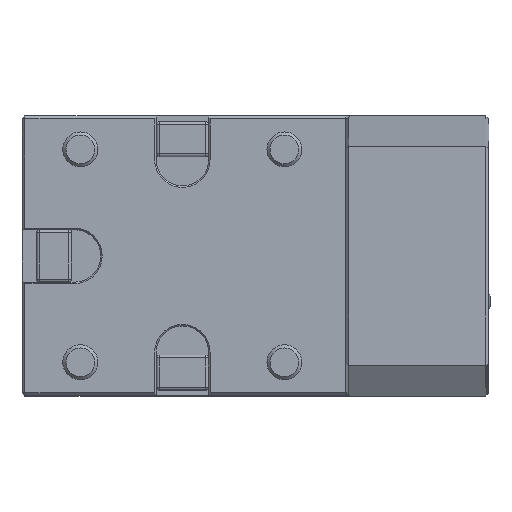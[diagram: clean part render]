
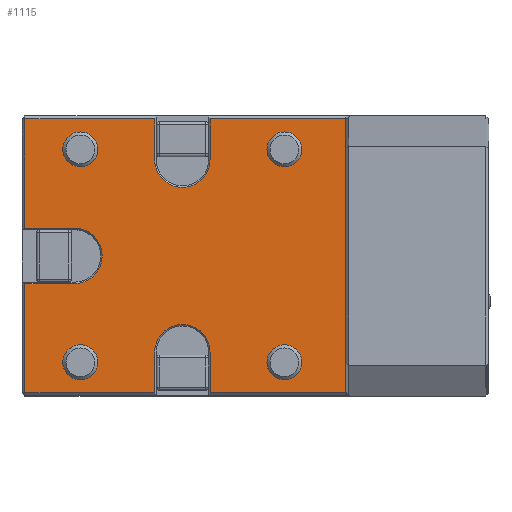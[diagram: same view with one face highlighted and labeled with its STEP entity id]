
A CAD part, top view. The second image highlights one B-rep face of the part: STEP entity #1115.
In plain terms, the highlighted planar face has unit normal (0, 0, 1).
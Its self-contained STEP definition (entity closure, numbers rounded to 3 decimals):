
#267=LINE('',#5982,#659);
#270=LINE('',#5987,#662);
#278=LINE('',#6001,#670);
#285=LINE('',#6016,#677);
#291=LINE('',#6033,#683);
#306=LINE('',#6065,#698);
#308=LINE('',#6068,#700);
#316=LINE('',#6083,#708);
#326=LINE('',#6107,#718);
#329=LINE('',#6113,#721);
#333=LINE('',#6121,#725);
#336=LINE('',#6126,#728);
#357=LINE('',#6168,#749);
#659=VECTOR('',#4593,1.);
#662=VECTOR('',#4598,1.);
#670=VECTOR('',#4610,1.);
#677=VECTOR('',#4627,1.);
#683=VECTOR('',#4643,1.);
#698=VECTOR('',#4668,1.);
#700=VECTOR('',#4672,1.);
#708=VECTOR('',#4684,1.);
#718=VECTOR('',#4704,1.);
#721=VECTOR('',#4709,1.);
#725=VECTOR('',#4715,1.);
#728=VECTOR('',#4720,1.);
#749=VECTOR('',#4755,1.);
#933=FACE_BOUND('',#1683,.T.);
#934=FACE_BOUND('',#1684,.T.);
#935=FACE_BOUND('',#1685,.T.);
#936=FACE_BOUND('',#1686,.T.);
#937=FACE_BOUND('',#1687,.T.);
#1115=ADVANCED_FACE('',(#933,#934,#935,#936,#937),#1304,.T.);
#1304=PLANE('',#3999);
#1683=EDGE_LOOP('',(#2423));
#1684=EDGE_LOOP('',(#2424));
#1685=EDGE_LOOP('',(#2425));
#1686=EDGE_LOOP('',(#2426));
#1687=EDGE_LOOP('',(#2427,#2428,#2429,#2430,#2431,#2432,#2433,#2434,#2435,
#2436,#2437,#2438,#2439,#2440,#2441,#2442));
#2423=ORIENTED_EDGE('',*,*,#3522,.F.);
#2424=ORIENTED_EDGE('',*,*,#3523,.F.);
#2425=ORIENTED_EDGE('',*,*,#3524,.F.);
#2426=ORIENTED_EDGE('',*,*,#3525,.F.);
#2427=ORIENTED_EDGE('',*,*,#3521,.T.);
#2428=ORIENTED_EDGE('',*,*,#3496,.T.);
#2429=ORIENTED_EDGE('',*,*,#3499,.T.);
#2430=ORIENTED_EDGE('',*,*,#3486,.T.);
#2431=ORIENTED_EDGE('',*,*,#3492,.T.);
#2432=ORIENTED_EDGE('',*,*,#3489,.T.);
#2433=ORIENTED_EDGE('',*,*,#3467,.T.);
#2434=ORIENTED_EDGE('',*,*,#3469,.T.);
#2435=ORIENTED_EDGE('',*,*,#3448,.T.);
#2436=ORIENTED_EDGE('',*,*,#3477,.T.);
#2437=ORIENTED_EDGE('',*,*,#3451,.T.);
#2438=ORIENTED_EDGE('',*,*,#3424,.T.);
#2439=ORIENTED_EDGE('',*,*,#3427,.T.);
#2440=ORIENTED_EDGE('',*,*,#3420,.T.);
#2441=ORIENTED_EDGE('',*,*,#3443,.T.);
#2442=ORIENTED_EDGE('',*,*,#3435,.T.);
#2955=VERTEX_POINT('',#5785);
#2964=VERTEX_POINT('',#5820);
#2966=VERTEX_POINT('',#5825);
#3010=VERTEX_POINT('',#5965);
#3012=VERTEX_POINT('',#5972);
#3013=VERTEX_POINT('',#5974);
#3015=VERTEX_POINT('',#5980);
#3022=VERTEX_POINT('',#6002);
#3025=VERTEX_POINT('',#6021);
#3028=VERTEX_POINT('',#6026);
#3031=VERTEX_POINT('',#6034);
#3041=VERTEX_POINT('',#6063);
#3051=VERTEX_POINT('',#6095);
#3054=VERTEX_POINT('',#6100);
#3057=VERTEX_POINT('',#6108);
#3060=VERTEX_POINT('',#6119);
#3077=VERTEX_POINT('',#6171);
#3078=VERTEX_POINT('',#6173);
#3079=VERTEX_POINT('',#6175);
#3080=VERTEX_POINT('',#6177);
#3420=EDGE_CURVE('',#3013,#3012,#3744,.T.);
#3424=EDGE_CURVE('',#2966,#3015,#267,.T.);
#3427=EDGE_CURVE('',#3015,#3013,#270,.T.);
#3435=EDGE_CURVE('',#3022,#3010,#278,.T.);
#3443=EDGE_CURVE('',#3012,#3022,#285,.T.);
#3448=EDGE_CURVE('',#3025,#3028,#3748,.T.);
#3451=EDGE_CURVE('',#3031,#2966,#291,.T.);
#3467=EDGE_CURVE('',#2964,#3041,#306,.T.);
#3469=EDGE_CURVE('',#3041,#3025,#308,.T.);
#3477=EDGE_CURVE('',#3028,#3031,#316,.T.);
#3486=EDGE_CURVE('',#3051,#3054,#3751,.T.);
#3489=EDGE_CURVE('',#3057,#2964,#326,.T.);
#3492=EDGE_CURVE('',#3054,#3057,#329,.T.);
#3496=EDGE_CURVE('',#2955,#3060,#333,.T.);
#3499=EDGE_CURVE('',#3060,#3051,#336,.T.);
#3521=EDGE_CURVE('',#3010,#2955,#357,.T.);
#3522=EDGE_CURVE('',#3077,#3077,#3753,.T.);
#3523=EDGE_CURVE('',#3078,#3078,#3754,.T.);
#3524=EDGE_CURVE('',#3079,#3079,#3755,.T.);
#3525=EDGE_CURVE('',#3080,#3080,#3756,.T.);
#3744=CIRCLE('',#3955,9.5);
#3748=CIRCLE('',#3969,9.5);
#3751=CIRCLE('',#3982,9.5);
#3753=CIRCLE('',#3995,6.);
#3754=CIRCLE('',#3996,6.);
#3755=CIRCLE('',#3997,6.);
#3756=CIRCLE('',#3998,6.);
#3955=AXIS2_PLACEMENT_3D('',#5973,#4585,#4586);
#3969=AXIS2_PLACEMENT_3D('',#6027,#4637,#4638);
#3982=AXIS2_PLACEMENT_3D('',#6101,#4698,#4699);
#3995=AXIS2_PLACEMENT_3D('',#6170,#4758,#4759);
#3996=AXIS2_PLACEMENT_3D('',#6172,#4760,#4761);
#3997=AXIS2_PLACEMENT_3D('',#6174,#4762,#4763);
#3998=AXIS2_PLACEMENT_3D('',#6176,#4764,#4765);
#3999=AXIS2_PLACEMENT_3D('',#6178,#4766,#4767);
#4585=DIRECTION('',(0.,0.,-1.));
#4586=DIRECTION('',(1.,0.,0.));
#4593=DIRECTION('',(1.,0.,0.));
#4598=DIRECTION('',(0.,1.,0.));
#4610=DIRECTION('',(1.,0.,0.));
#4627=DIRECTION('',(0.,-1.,0.));
#4637=DIRECTION('',(0.,0.,-1.));
#4638=DIRECTION('',(1.,0.,0.));
#4643=DIRECTION('',(0.,-1.,0.));
#4668=DIRECTION('',(0.,-1.,0.));
#4672=DIRECTION('',(1.,0.,0.));
#4684=DIRECTION('',(-1.,0.,0.));
#4698=DIRECTION('',(0.,0.,-1.));
#4699=DIRECTION('',(1.,0.,0.));
#4704=DIRECTION('',(-1.,0.,0.));
#4709=DIRECTION('',(0.,1.,0.));
#4715=DIRECTION('',(-1.,0.,0.));
#4720=DIRECTION('',(0.,-1.,0.));
#4755=DIRECTION('',(0.,1.,0.));
#4758=DIRECTION('',(0.,0.,1.));
#4759=DIRECTION('',(0.,-1.,0.));
#4760=DIRECTION('',(0.,0.,1.));
#4761=DIRECTION('',(0.,-1.,0.));
#4762=DIRECTION('',(0.,0.,1.));
#4763=DIRECTION('',(0.,-1.,0.));
#4764=DIRECTION('',(0.,0.,1.));
#4765=DIRECTION('',(0.,-1.,0.));
#4766=DIRECTION('',(0.,0.,1.));
#4767=DIRECTION('',(-1.,0.,0.));
#5785=CARTESIAN_POINT('',(56.,47.,0.));
#5820=CARTESIAN_POINT('',(-54.,47.,0.));
#5825=CARTESIAN_POINT('',(-54.,-47.,0.));
#5965=CARTESIAN_POINT('',(56.,-47.,0.));
#5972=CARTESIAN_POINT('',(9.5,-33.,0.));
#5973=CARTESIAN_POINT('',(0.,-33.,0.));
#5974=CARTESIAN_POINT('',(-9.5,-33.,0.));
#5980=CARTESIAN_POINT('',(-9.5,-47.,0.));
#5982=CARTESIAN_POINT('',(-9.5,-47.,0.));
#5987=CARTESIAN_POINT('',(-9.5,-48.,0.));
#6001=CARTESIAN_POINT('',(56.,-47.,0.));
#6002=CARTESIAN_POINT('',(9.5,-47.,0.));
#6016=CARTESIAN_POINT('',(9.5,-48.,0.));
#6021=CARTESIAN_POINT('',(-37.,9.5,0.));
#6026=CARTESIAN_POINT('',(-37.,-9.5,0.));
#6027=CARTESIAN_POINT('',(-37.,0.,0.));
#6033=CARTESIAN_POINT('',(-54.,-48.,0.));
#6034=CARTESIAN_POINT('',(-54.,-9.5,0.));
#6063=CARTESIAN_POINT('',(-54.,9.5,0.));
#6065=CARTESIAN_POINT('',(-54.,-48.,0.));
#6068=CARTESIAN_POINT('',(-37.,9.5,0.));
#6083=CARTESIAN_POINT('',(-55.,-9.5,0.));
#6095=CARTESIAN_POINT('',(9.5,33.,0.));
#6100=CARTESIAN_POINT('',(-9.5,33.,0.));
#6101=CARTESIAN_POINT('',(0.,33.,0.));
#6107=CARTESIAN_POINT('',(-55.,47.,0.));
#6108=CARTESIAN_POINT('',(-9.5,47.,0.));
#6113=CARTESIAN_POINT('',(-9.5,48.,0.));
#6119=CARTESIAN_POINT('',(9.5,47.,0.));
#6121=CARTESIAN_POINT('',(-55.,47.,0.));
#6126=CARTESIAN_POINT('',(9.5,33.,0.));
#6168=CARTESIAN_POINT('',(56.,-48.,0.));
#6170=CARTESIAN_POINT('',(35.,36.5,0.));
#6171=CARTESIAN_POINT('',(35.,30.5,0.));
#6172=CARTESIAN_POINT('',(35.,-36.5,0.));
#6173=CARTESIAN_POINT('',(35.,-42.5,0.));
#6174=CARTESIAN_POINT('',(-35.,-36.5,0.));
#6175=CARTESIAN_POINT('',(-35.,-42.5,0.));
#6176=CARTESIAN_POINT('',(-35.,36.5,0.));
#6177=CARTESIAN_POINT('',(-35.,30.5,0.));
#6178=CARTESIAN_POINT('',(-55.,-48.,0.));
